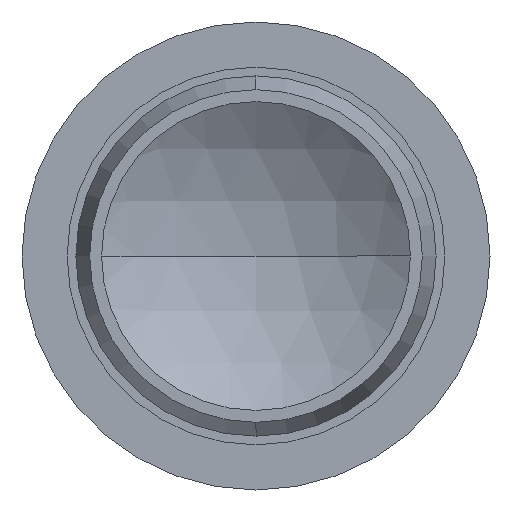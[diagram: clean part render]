
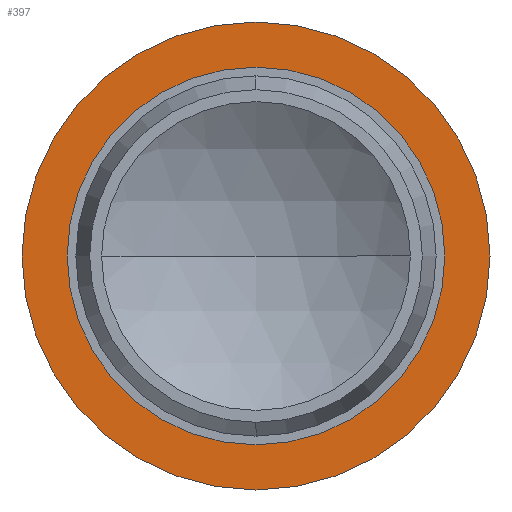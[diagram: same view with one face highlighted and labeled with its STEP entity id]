
A CAD part, left-side view. The second image highlights one B-rep face of the part: STEP entity #397.
In plain terms, the highlighted planar face has unit normal (-1, 0, 0).
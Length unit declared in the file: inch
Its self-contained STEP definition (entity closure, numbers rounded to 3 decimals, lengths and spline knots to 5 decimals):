
#5 = VERTEX_POINT ( 'NONE', #224 ) ;
#20 = AXIS2_PLACEMENT_3D ( 'NONE', #301, #486, #415 ) ;
#22 = VERTEX_POINT ( 'NONE', #278 ) ;
#23 = EDGE_CURVE ( 'NONE', #153, #22, #29, .T. ) ;
#29 = CIRCLE ( 'NONE', #314, 0.0985 ) ;
#44 = DIRECTION ( 'NONE',  ( -1., 0., 0. ) ) ;
#46 = AXIS2_PLACEMENT_3D ( 'NONE', #223, #373, #340 ) ;
#49 = ORIENTED_EDGE ( 'NONE', *, *, #123, .F. ) ;
#67 = DIRECTION ( 'NONE',  ( 0., 0., 1. ) ) ;
#72 = ORIENTED_EDGE ( 'NONE', *, *, #358, .F. ) ;
#81 = CARTESIAN_POINT ( 'NONE',  ( 0., 0., -0.0985 ) ) ;
#100 = CARTESIAN_POINT ( 'NONE',  ( 0., 0., 0. ) ) ;
#101 = VERTEX_POINT ( 'NONE', #349 ) ;
#106 = PLANE ( 'NONE',  #46 ) ;
#123 = EDGE_CURVE ( 'NONE', #101, #5, #488, .T. ) ;
#148 = ORIENTED_EDGE ( 'NONE', *, *, #23, .T. ) ;
#153 = VERTEX_POINT ( 'NONE', #81 ) ;
#154 = DIRECTION ( 'NONE',  ( 0., 0., 1. ) ) ;
#162 = DIRECTION ( 'NONE',  ( 0., 0., 1. ) ) ;
#164 = DIRECTION ( 'NONE',  ( -1., 0., 0. ) ) ;
#165 = CARTESIAN_POINT ( 'NONE',  ( 0., 0., 0. ) ) ;
#223 = CARTESIAN_POINT ( 'NONE',  ( 0., 0., 0. ) ) ;
#224 = CARTESIAN_POINT ( 'NONE',  ( 0., 0., 0.0795 ) ) ;
#248 = FACE_BOUND ( 'NONE', #400, .T. ) ;
#278 = CARTESIAN_POINT ( 'NONE',  ( 0., 0., 0.0985 ) ) ;
#301 = CARTESIAN_POINT ( 'NONE',  ( 0., 0., 0. ) ) ;
#308 = CARTESIAN_POINT ( 'NONE',  ( 0., 0., 0. ) ) ;
#314 = AXIS2_PLACEMENT_3D ( 'NONE', #308, #44, #154 ) ;
#334 = DIRECTION ( 'NONE',  ( -1., 0., 0. ) ) ;
#336 = EDGE_LOOP ( 'NONE', ( #452, #148 ) ) ;
#340 = DIRECTION ( 'NONE',  ( 0., 0., -1. ) ) ;
#349 = CARTESIAN_POINT ( 'NONE',  ( 0., 0., -0.0795 ) ) ;
#358 = EDGE_CURVE ( 'NONE', #5, #101, #427, .T. ) ;
#373 = DIRECTION ( 'NONE',  ( 1., 0., 0. ) ) ;
#389 = CIRCLE ( 'NONE', #20, 0.0985 ) ;
#397 = ADVANCED_FACE ( 'NONE', ( #482, #248 ), #106, .F. ) ;
#400 = EDGE_LOOP ( 'NONE', ( #49, #72 ) ) ;
#408 = AXIS2_PLACEMENT_3D ( 'NONE', #100, #334, #67 ) ;
#411 = EDGE_CURVE ( 'NONE', #22, #153, #389, .T. ) ;
#415 = DIRECTION ( 'NONE',  ( 0., 0., 1. ) ) ;
#427 = CIRCLE ( 'NONE', #408, 0.0795 ) ;
#452 = ORIENTED_EDGE ( 'NONE', *, *, #411, .T. ) ;
#482 = FACE_OUTER_BOUND ( 'NONE', #336, .T. ) ;
#484 = AXIS2_PLACEMENT_3D ( 'NONE', #165, #164, #162 ) ;
#486 = DIRECTION ( 'NONE',  ( -1., 0., 0. ) ) ;
#488 = CIRCLE ( 'NONE', #484, 0.0795 ) ;
